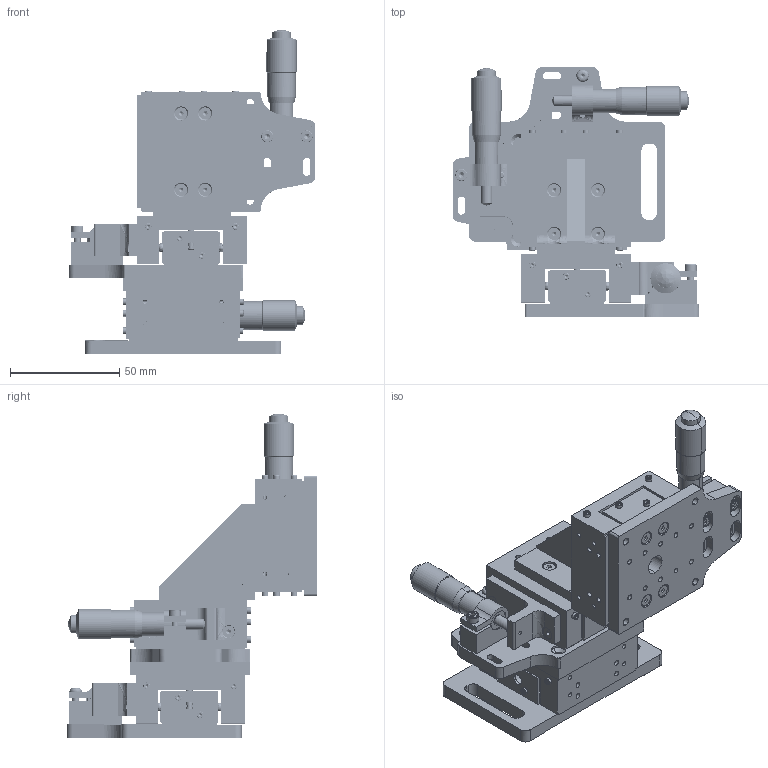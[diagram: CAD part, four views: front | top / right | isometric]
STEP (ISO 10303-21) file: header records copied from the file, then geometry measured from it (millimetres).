
FILE_DESCRIPTION(/* description */ (''),/* implementation_level */ '2;1');
FILE_NAME(/* name */ '02-3TS~1',/* time_stamp */ '2021-12-20T12:01:09+03:00',/* author */ (''),/* organization */ (''),/* preprocessor_version */ 'ST-DEVELOPER v15',/* originating_system */ '',/* authorisation */ '');
FILE_SCHEMA (('AUTOMOTIVE_DESIGN'));
Products named in the file (5): Document; Block 01; Block 02; Block 03; Block 04
Assembly tree (4 placements, depth 2):
  Document
    Block 01
    Block 02
    Block 03
    Block 04
Bounding box: 113 x 114.53 x 148.77 mm (x, y, z)
Volume: 349.9 mm3; surface area: 108006.9 mm2
Topology: 52 solids, 99 shells, 2483 faces, 6974 edges, 4570 vertices
Faces by surface type: bspline 2483
Entity records: 184114 total; most frequent: CARTESIAN_POINT 101538, B_SPLINE_CURVE_WITH_KNOTS 14425, ORIENTED_EDGE 13199, PCURVE 13199, DEFINITIONAL_REPRESENTATION 13199, SURFACE_CURVE 6770, EDGE_CURVE 6770, VERTEX_POINT 4579
